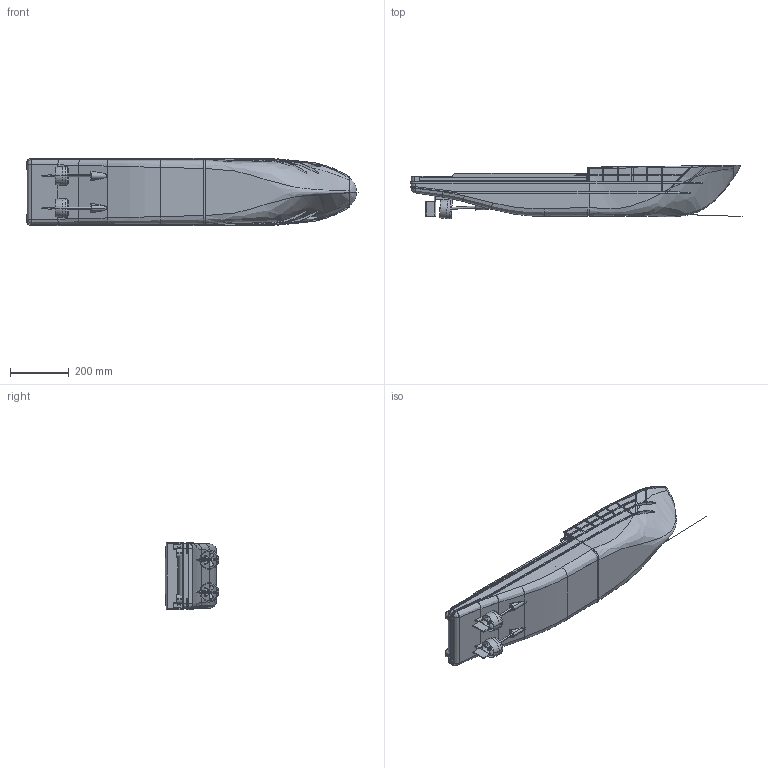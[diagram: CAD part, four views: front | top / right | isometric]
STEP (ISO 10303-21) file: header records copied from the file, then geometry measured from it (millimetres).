
FILE_DESCRIPTION(('OneSpaceDesigner STEP Export'),'2;1');
FILE_NAME('Aptilla_Rembertiturm.stp','2021-01-21T21:25:34',(''),(''),'OneSpace Designer STEP processor for AP214 (Solid Model)','OneSpace Designer 14.50 18-Oct-2006 (C) CoCreate Software GmbH','');
FILE_SCHEMA(('AUTOMOTIVE_DESIGN { 1 0 10303 214 1 1 1 1 }'));
Length unit declared in the file: millimetre
Products named in the file (56): Stootrand.12.5; Stootrand.03; Stootrand.04.1; Stootrand.04.2; Stootrand.05; Stootrand.10; Stootrand.02; Stootrand.11; Stootrand.01; 03_Stootranden.SB; Werkdek; Vloer; Schot_2.SB; Schot_2.BB; Schot_1.SB; Schot_1.BB; Hek.BB; Hek.SB; Rail.SB; Rail.BB; 02_Schotten; Romp_correctie; LattenFrame; Romp.hk; Romp.bg; 01_Casco; 03_Stootranden.BB; Wand; Motorsteun; 01_Romp; Roerkoning; Roerblad; Roer_As; Schoor; Tunnel; 03_Roer.BB; SchroefasBuiten; Schroefas; ASM_Schroefas; Motor_D5-L16_D47-L60_Speed_755-40 ...
Assembly tree (65 placements, depth 4):
  Aptilla_Rembertiturm
    03_Roer.BB  x2
      Tunnel
      Schoor
      Roer_As
      Roerblad
      Roerkoning
    02_Motor.SB  x2
      Schroef_D50_M4_3bl_R_S50
      ASM_Koppeling_D5_D4
        Tussenstuk_D18_L14
        Koppeling_D18_L12_D5
        Koppeling_D18_L12_D4
      Motor_D5-L16_D47-L60_Speed_755-40
      ASM_Schroefas
        Schroefas
        SchroefasBuiten
    01_Romp
      Motorsteun
      Wand
      03_Stootranden.BB
        Stootrand.12.5  x5
        Stootrand.11
        Stootrand.02
        Stootrand.10
        Stootrand.05
        Stootrand.04.2
        Stootrand.04.1
        Stootrand.03
        Stootrand.01
      01_Casco
        Romp.bg
        Romp.hk
        LattenFrame
        Romp_correctie
      02_Schotten
        Rail.BB
        Rail.SB
        Hek.SB
        Hek.BB
        Schot_1.BB
        Schot_1.SB
        Schot_2.BB
        Schot_2.SB
      Vloer
      Werkdek
      03_Stootranden.SB
        Stootrand.01
        Stootrand.12.5  x5
        Stootrand.11
        Stootrand.02
        Stootrand.10
        Stootrand.05
        Stootrand.04.2
        Stootrand.04.1
        Stootrand.03
Bounding box: 1129.39 x 181.8 x 228.41 mm (x, y, z)
Volume: 15761490.8 mm3; surface area: 1761088.2 mm2
Topology: 66 solids, 66 shells, 1189 faces, 2948 edges, 1894 vertices
Faces by surface type: plane 628, cylinder 415, bspline 60, torus 54, extrusion 20, cone 12
Entity records: 36782 total; most frequent: CARTESIAN_POINT 14612, ORIENTED_EDGE 4366, DIRECTION 3603, EDGE_CURVE 2182, VERTEX_POINT 1413, VECTOR 1341, LINE 1322, AXIS2_PLACEMENT_3D 1131
